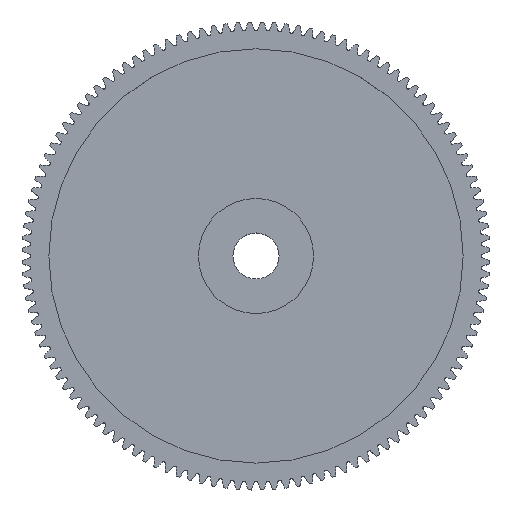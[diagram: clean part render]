
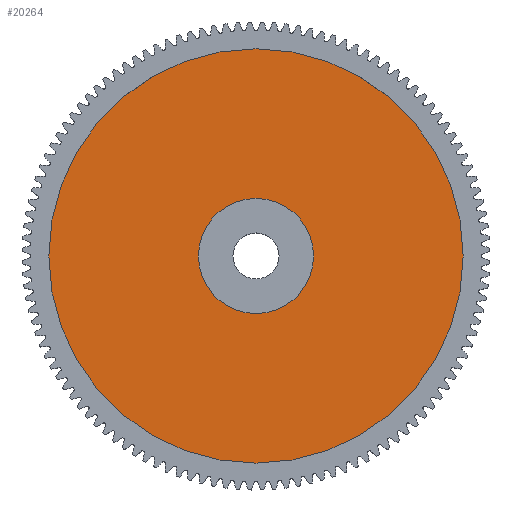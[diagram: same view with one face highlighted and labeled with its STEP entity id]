
A CAD part, top view. The second image highlights one B-rep face of the part: STEP entity #20264.
In plain terms, the highlighted planar face has unit normal (0, 0, 1).
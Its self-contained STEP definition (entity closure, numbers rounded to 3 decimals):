
#5443 = CARTESIAN_POINT ( 'NONE',  ( 7.5, 0., 2.5 ) ) ;
#5477 = CARTESIAN_POINT ( 'NONE',  ( -27., 0., 2.5 ) ) ;
#5729 = CARTESIAN_POINT ( 'NONE',  ( 0., 0., 2.5 ) ) ;
#5744 = CIRCLE ( 'NONE', #5807, 27. ) ;
#5799 = DIRECTION ( 'NONE',  ( -1., 0., 0. ) ) ;
#5800 = DIRECTION ( 'NONE',  ( 0., 0., -1. ) ) ;
#5807 = AXIS2_PLACEMENT_3D ( 'NONE', #5729, #5800, #5799 ) ;
#6184 = CARTESIAN_POINT ( 'NONE',  ( 27., 0., 2.5 ) ) ;
#6266 = DIRECTION ( 'NONE',  ( -1., 0., 0. ) ) ;
#6267 = DIRECTION ( 'NONE',  ( 0., 0., -1. ) ) ;
#6268 = CARTESIAN_POINT ( 'NONE',  ( 0., 0., 2.5 ) ) ;
#6269 = AXIS2_PLACEMENT_3D ( 'NONE', #6268, #6267, #6266 ) ;
#6279 = CARTESIAN_POINT ( 'NONE',  ( -7.5, 0., 2.5 ) ) ;
#6282 = CIRCLE ( 'NONE', #6269, 7.5 ) ;
#8741 = AXIS2_PLACEMENT_3D ( 'NONE', #8779, #8778, #8768 ) ;
#8768 = DIRECTION ( 'NONE',  ( -1., 0., 0. ) ) ;
#8777 = CIRCLE ( 'NONE', #8810, 7.5 ) ;
#8778 = DIRECTION ( 'NONE',  ( 0., 0., -1. ) ) ;
#8779 = CARTESIAN_POINT ( 'NONE',  ( 0., 0., 2.5 ) ) ;
#8780 = FACE_OUTER_BOUND ( 'NONE', #20560, .T. ) ;
#8781 = PLANE ( 'NONE',  #8741 ) ;
#8787 = FACE_BOUND ( 'NONE', #20282, .T. ) ;
#8807 = DIRECTION ( 'NONE',  ( -1., 0., 0. ) ) ;
#8808 = DIRECTION ( 'NONE',  ( 0., 0., -1. ) ) ;
#8809 = CARTESIAN_POINT ( 'NONE',  ( 0., 0., 2.5 ) ) ;
#8810 = AXIS2_PLACEMENT_3D ( 'NONE', #8809, #8808, #8807 ) ;
#9147 = DIRECTION ( 'NONE',  ( -1., 0., 0. ) ) ;
#9148 = DIRECTION ( 'NONE',  ( 0., 0., -1. ) ) ;
#9149 = CARTESIAN_POINT ( 'NONE',  ( 0., 0., 2.5 ) ) ;
#9156 = AXIS2_PLACEMENT_3D ( 'NONE', #9149, #9148, #9147 ) ;
#9200 = CIRCLE ( 'NONE', #9156, 27. ) ;
#17671 = VERTEX_POINT ( 'NONE', #5443 ) ;
#17710 = VERTEX_POINT ( 'NONE', #5477 ) ;
#17898 = EDGE_CURVE ( 'NONE', #18178, #17710, #5744, .T. ) ;
#18178 = VERTEX_POINT ( 'NONE', #6184 ) ;
#18192 = VERTEX_POINT ( 'NONE', #6279 ) ;
#18193 = EDGE_CURVE ( 'NONE', #18192, #17671, #6282, .T. ) ;
#20264 = ADVANCED_FACE ( 'NONE', ( #8787, #8780 ), #8781, .F. ) ;
#20267 = ORIENTED_EDGE ( 'NONE', *, *, #20278, .T. ) ;
#20278 = EDGE_CURVE ( 'NONE', #17671, #18192, #8777, .T. ) ;
#20282 = EDGE_LOOP ( 'NONE', ( #20577, #20267 ) ) ;
#20560 = EDGE_LOOP ( 'NONE', ( #20562, #20584 ) ) ;
#20562 = ORIENTED_EDGE ( 'NONE', *, *, #20580, .F. ) ;
#20577 = ORIENTED_EDGE ( 'NONE', *, *, #18193, .T. ) ;
#20580 = EDGE_CURVE ( 'NONE', #17710, #18178, #9200, .T. ) ;
#20584 = ORIENTED_EDGE ( 'NONE', *, *, #17898, .F. ) ;
